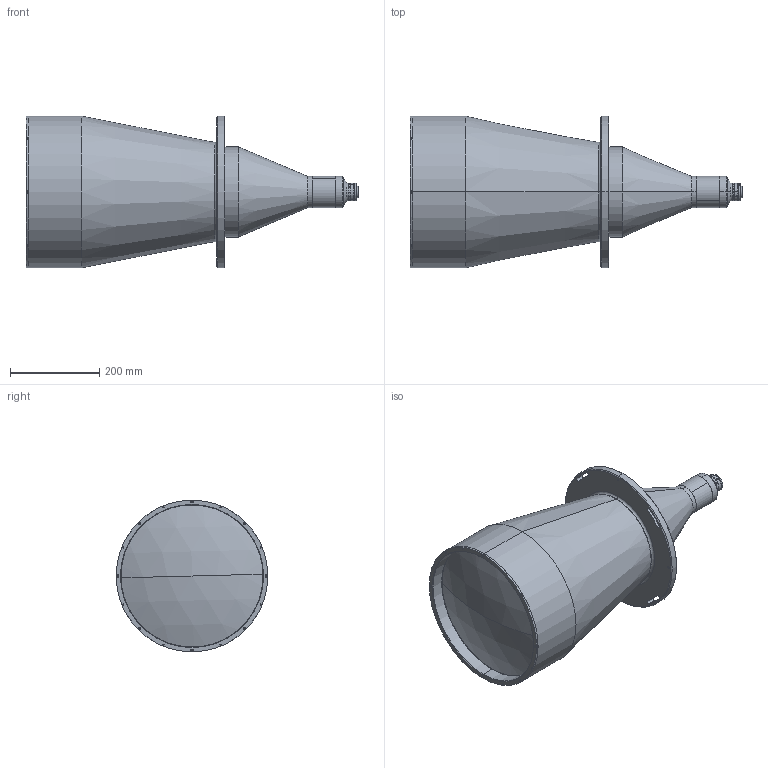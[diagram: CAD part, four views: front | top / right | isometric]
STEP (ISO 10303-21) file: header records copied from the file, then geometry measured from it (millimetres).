
FILE_DESCRIPTION (( 'STEP AP203' ), '1' );
FILE_NAME ('XF-PTL31008-C.STEP', '2019-07-20T06:20:35', ( 'puyufan' ), ( '' ), 'SwSTEP 2.0', 'SolidWorks 2014', '' );
FILE_SCHEMA (( 'CONFIG_CONTROL_DESIGN' ));
Length unit declared in the file: millimetre
Products named in the file (1): XF-PTL31008-C
Bounding box: 744.15 x 340 x 340 mm (x, y, z)
Surface area: 816972.8 mm2 (no closed solid volume)
Topology: 0 solids, 41 shells, 250 faces, 1099 edges, 875 vertices
Faces by surface type: cylinder 122, plane 69, torus 29, cone 28, sphere 2
Entity records: 14861 total; most frequent: CARTESIAN_POINT 5797, DIRECTION 1938, ORIENTED_EDGE 1548, EDGE_CURVE 1095, VERTEX_POINT 875, AXIS2_PLACEMENT_3D 752, CIRCLE 501, VECTOR 434
